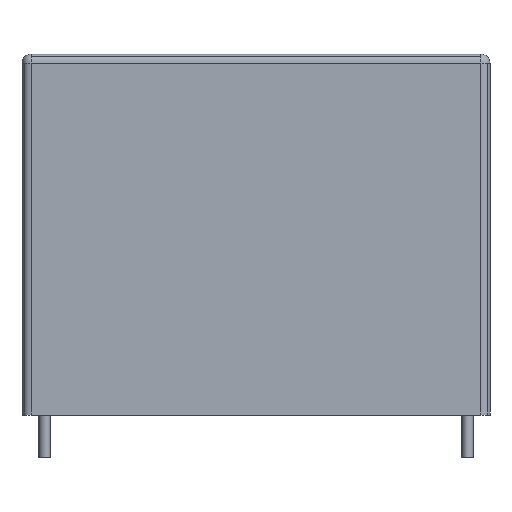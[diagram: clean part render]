
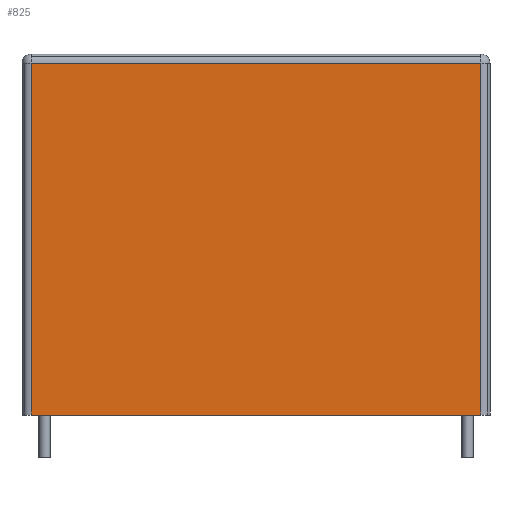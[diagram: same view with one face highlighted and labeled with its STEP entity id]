
A CAD part, front view. The second image highlights one B-rep face of the part: STEP entity #825.
In plain terms, the highlighted planar face has unit normal (0, -1, 0).
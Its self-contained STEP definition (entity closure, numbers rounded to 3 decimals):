
#351=CARTESIAN_POINT('',(-19.95,-9.5,0.0));
#352=VERTEX_POINT('',#351);
#360=CARTESIAN_POINT('',(-19.95,-9.5,31.2));
#361=VERTEX_POINT('',#360);
#362=CARTESIAN_POINT('',(-19.95,-9.5,0.0));
#363=DIRECTION('',(0.0,0.0,1.0));
#364=VECTOR('',#363,31.2);
#365=LINE('',#362,#364);
#366=EDGE_CURVE('',#352,#361,#365,.T.);
#655=CARTESIAN_POINT('',(19.95,-9.5,31.2));
#656=VERTEX_POINT('',#655);
#657=CARTESIAN_POINT('',(-19.95,-9.5,31.2));
#658=DIRECTION('',(1.0,0.0,0.0));
#659=VECTOR('',#658,39.9);
#660=LINE('',#657,#659);
#661=EDGE_CURVE('',#361,#656,#660,.T.);
#791=CARTESIAN_POINT('',(19.95,-9.5,0.0));
#792=VERTEX_POINT('',#791);
#793=CARTESIAN_POINT('',(19.95,-9.5,0.0));
#794=DIRECTION('',(0.0,0.0,1.0));
#795=VECTOR('',#794,31.2);
#796=LINE('',#793,#795);
#797=EDGE_CURVE('',#792,#656,#796,.T.);
#809=CARTESIAN_POINT('',(19.95,-9.5,0.0));
#810=DIRECTION('',(0.0,-1.0,0.0));
#811=DIRECTION('',(0.0,0.0,-1.0));
#812=AXIS2_PLACEMENT_3D('',#809,#810,#811);
#813=PLANE('',#812);
#814=ORIENTED_EDGE('',*,*,#661,.F.);
#815=ORIENTED_EDGE('',*,*,#366,.F.);
#816=CARTESIAN_POINT('',(19.95,-9.5,0.0));
#817=DIRECTION('',(-1.0,0.0,0.0));
#818=VECTOR('',#817,39.9);
#819=LINE('',#816,#818);
#820=EDGE_CURVE('',#792,#352,#819,.T.);
#821=ORIENTED_EDGE('',*,*,#820,.F.);
#822=ORIENTED_EDGE('',*,*,#797,.T.);
#823=EDGE_LOOP('',(#814,#815,#821,#822));
#824=FACE_OUTER_BOUND('',#823,.T.);
#825=ADVANCED_FACE('',(#824),#813,.T.);
